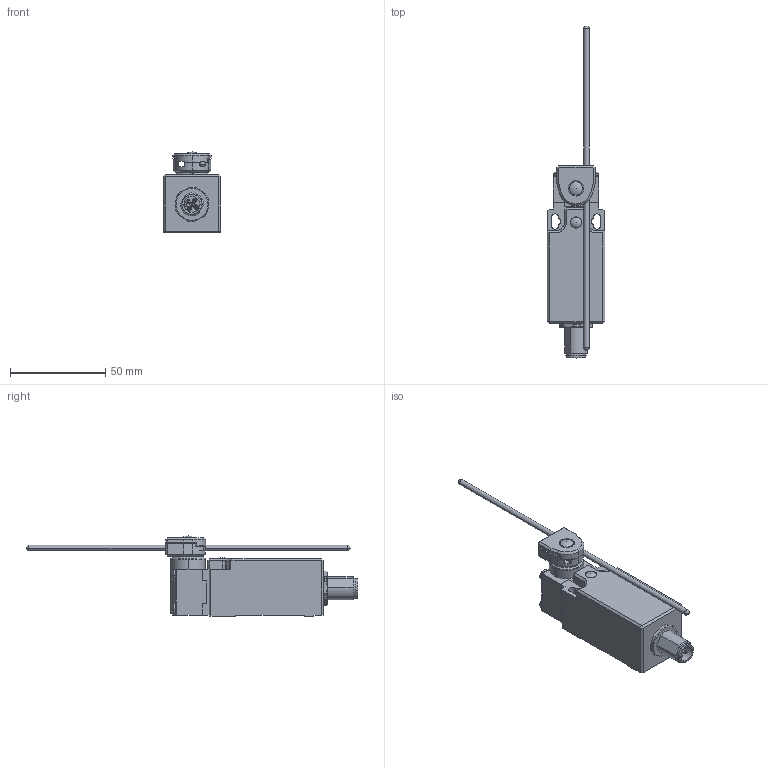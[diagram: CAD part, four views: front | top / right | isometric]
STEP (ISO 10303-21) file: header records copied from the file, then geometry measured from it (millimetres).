
FILE_DESCRIPTION (( 'STEP AP214' ), '1' );
FILE_NAME ('AAP7T71Z11.step', '2019-09-05T21:13:31', ( '' ), ( '' ), 'SwSTEP 2.0', 'SolidWorks 2018', '' );
FILE_SCHEMA (( 'AUTOMOTIVE_DESIGN' ));
Length unit declared in the file: inch
Products named in the file (1): AAP7T71Z11
Bounding box: 30.3 x 174.1 x 41.97 mm (x, y, z)
Volume: 70329.8 mm3; surface area: 20178.8 mm2
Topology: 5 solids, 5 shells, 393 faces, 975 edges, 616 vertices
Faces by surface type: plane 203, cylinder 126, cone 31, torus 19, sphere 14
Entity records: 16974 total; most frequent: CARTESIAN_POINT 2354, DIRECTION 2037, ORIENTED_EDGE 1926, EDGE_CURVE 963, AXIS2_PLACEMENT_3D 737, VERTEX_POINT 610, VECTOR 563, LINE 563
